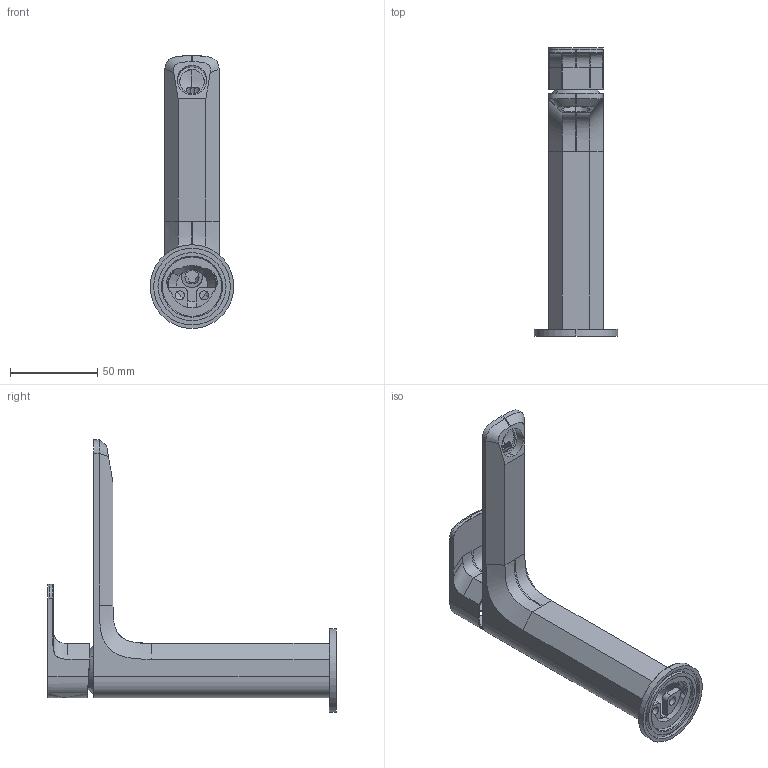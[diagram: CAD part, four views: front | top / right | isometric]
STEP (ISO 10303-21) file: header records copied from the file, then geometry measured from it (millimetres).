
FILE_DESCRIPTION (( 'STEP AP214' ), '1' );
FILE_NAME ('3030._bordi_esterni.STEP', '2024-10-29T07:42:40', ( '' ), ( '' ), 'SwSTEP 2.0', 'SolidWorks 2018', '' );
FILE_SCHEMA (( 'AUTOMOTIVE_DESIGN' ));
Length unit declared in the file: millimetre
Products named in the file (1): 3030._bordi_esterni
Bounding box: 48 x 165.3 x 156.5 mm (x, y, z)
Surface area: 48132 mm2 (no closed solid volume)
Topology: 0 solids, 4 shells, 169 faces, 549 edges, 367 vertices
Faces by surface type: plane 65, cylinder 48, bspline 44, cone 12
Entity records: 12537 total; most frequent: CARTESIAN_POINT 6361, ORIENTED_EDGE 931, DIRECTION 724, EDGE_CURVE 547, VERTEX_POINT 367, AXIS2_PLACEMENT_3D 243, VECTOR 238, LINE 238
